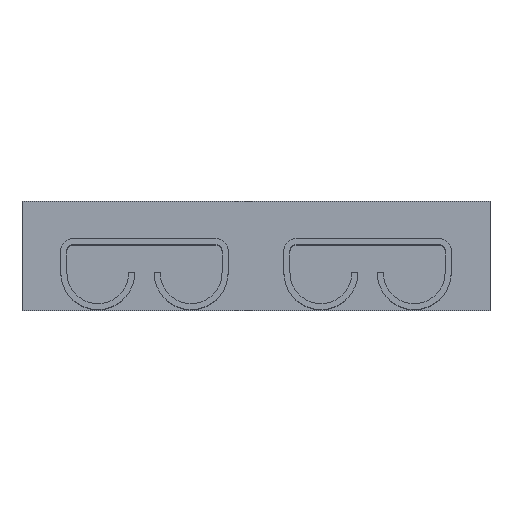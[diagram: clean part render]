
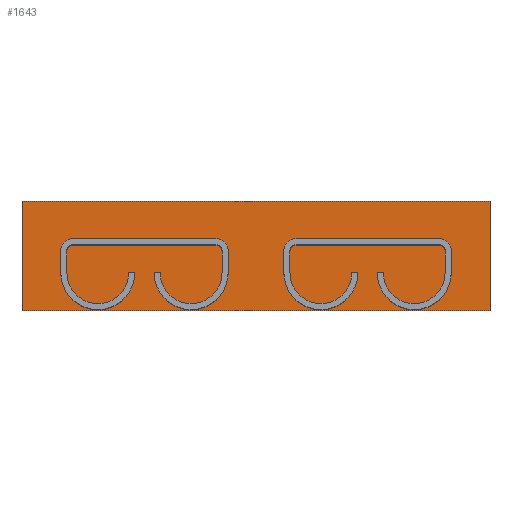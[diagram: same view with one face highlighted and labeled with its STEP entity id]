
A CAD part, top view. The second image highlights one B-rep face of the part: STEP entity #1643.
In plain terms, the highlighted planar face has unit normal (0, 0, 1).
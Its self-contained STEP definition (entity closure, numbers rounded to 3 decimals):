
#153=FACE_OUTER_BOUND('',#249,.T.);
#249=EDGE_LOOP('',(#1279,#1280,#1281,#1282));
#397=LINE('',#2581,#573);
#400=LINE('',#2587,#576);
#403=LINE('',#2593,#579);
#406=LINE('',#2597,#582);
#573=VECTOR('',#2085,10.);
#576=VECTOR('',#2090,10.);
#579=VECTOR('',#2095,10.);
#582=VECTOR('',#2100,10.);
#733=VERTEX_POINT('',#2578);
#734=VERTEX_POINT('',#2580);
#736=VERTEX_POINT('',#2586);
#738=VERTEX_POINT('',#2592);
#925=EDGE_CURVE('',#734,#733,#397,.T.);
#928=EDGE_CURVE('',#736,#734,#400,.T.);
#931=EDGE_CURVE('',#738,#736,#403,.T.);
#934=EDGE_CURVE('',#733,#738,#406,.T.);
#1279=ORIENTED_EDGE('',*,*,#934,.T.);
#1280=ORIENTED_EDGE('',*,*,#931,.T.);
#1281=ORIENTED_EDGE('',*,*,#928,.T.);
#1282=ORIENTED_EDGE('',*,*,#925,.T.);
#1567=PLANE('',#1779);
#1643=ADVANCED_FACE('',(#153),#1567,.T.);
#1779=AXIS2_PLACEMENT_3D('',#2598,#2101,#2102);
#2085=DIRECTION('',(0.,-1.,0.));
#2090=DIRECTION('',(-1.,0.,0.));
#2095=DIRECTION('',(0.,1.,0.));
#2100=DIRECTION('',(1.,0.,0.));
#2101=DIRECTION('center_axis',(0.,0.,1.));
#2102=DIRECTION('ref_axis',(1.,0.,0.));
#2578=CARTESIAN_POINT('',(-9.65,-2.25,1.27));
#2580=CARTESIAN_POINT('',(-9.65,2.25,1.27));
#2581=CARTESIAN_POINT('',(-9.65,-2.25,1.27));
#2586=CARTESIAN_POINT('',(9.65,2.25,1.27));
#2587=CARTESIAN_POINT('',(-9.65,2.25,1.27));
#2592=CARTESIAN_POINT('',(9.65,-2.25,1.27));
#2593=CARTESIAN_POINT('',(9.65,2.25,1.27));
#2597=CARTESIAN_POINT('',(9.65,-2.25,1.27));
#2598=CARTESIAN_POINT('Origin',(0.,0.,
1.27));
